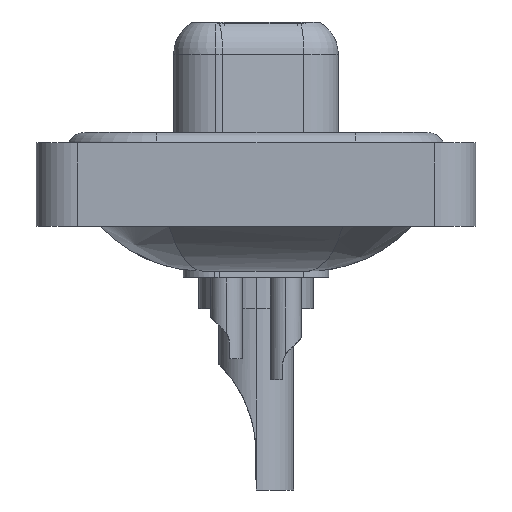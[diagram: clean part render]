
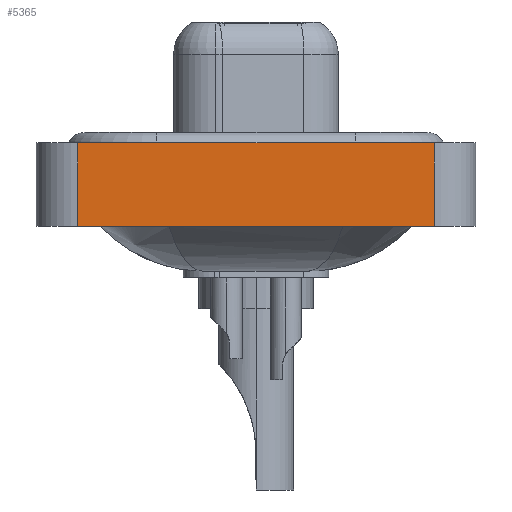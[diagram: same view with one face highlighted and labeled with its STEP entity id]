
A CAD part, left-side view. The second image highlights one B-rep face of the part: STEP entity #5365.
In plain terms, the highlighted planar face has unit normal (-1, 0, 0).
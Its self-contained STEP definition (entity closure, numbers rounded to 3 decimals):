
#484 = CARTESIAN_POINT ( 'NONE',  ( -7.3, 8.55, -3.6 ) ) ;
#1964 = FACE_OUTER_BOUND ( 'NONE', #3625, .T. ) ;
#2138 = CARTESIAN_POINT ( 'NONE',  ( -7.3, -8.55, -3.6 ) ) ;
#3139 = VERTEX_POINT ( 'NONE', #15616 ) ;
#3398 = DIRECTION ( 'NONE',  ( 0., -1., 0. ) ) ;
#3625 = EDGE_LOOP ( 'NONE', ( #3991, #10038, #8448, #9285 ) ) ;
#3991 = ORIENTED_EDGE ( 'NONE', *, *, #9379, .T. ) ;
#4056 = LINE ( 'NONE', #10982, #22271 ) ;
#4196 = DIRECTION ( 'NONE',  ( 0., 0., 1. ) ) ;
#4503 = EDGE_CURVE ( 'NONE', #19216, #7340, #17351, .T. ) ;
#5091 = CARTESIAN_POINT ( 'NONE',  ( -7.3, -8.55, -3.6 ) ) ;
#5365 = ADVANCED_FACE ( 'NONE', ( #1964 ), #8752, .T. ) ;
#5696 = DIRECTION ( 'NONE',  ( 0., 0., 1. ) ) ;
#6468 = EDGE_CURVE ( 'NONE', #18021, #3139, #4056, .T. ) ;
#7340 = VERTEX_POINT ( 'NONE', #2138 ) ;
#8126 = LINE ( 'NONE', #18149, #20937 ) ;
#8448 = ORIENTED_EDGE ( 'NONE', *, *, #15496, .F. ) ;
#8752 = PLANE ( 'NONE',  #21828 ) ;
#9285 = ORIENTED_EDGE ( 'NONE', *, *, #4503, .T. ) ;
#9379 = EDGE_CURVE ( 'NONE', #7340, #3139, #22049, .T. ) ;
#9742 = CARTESIAN_POINT ( 'NONE',  ( -7.3, 8.55, 0.4 ) ) ;
#10038 = ORIENTED_EDGE ( 'NONE', *, *, #6468, .F. ) ;
#10262 = DIRECTION ( 'NONE',  ( 0., 0., 1. ) ) ;
#10474 = CARTESIAN_POINT ( 'NONE',  ( -7.3, -8.55, -3.6 ) ) ;
#10982 = CARTESIAN_POINT ( 'NONE',  ( -7.3, -8.55, 0.4 ) ) ;
#14374 = VECTOR ( 'NONE', #3398, 1000. ) ;
#15045 = CARTESIAN_POINT ( 'NONE',  ( -7.3, -8.55, -3.6 ) ) ;
#15496 = EDGE_CURVE ( 'NONE', #19216, #18021, #8126, .T. ) ;
#15616 = CARTESIAN_POINT ( 'NONE',  ( -7.3, -8.55, 0.4 ) ) ;
#15694 = DIRECTION ( 'NONE',  ( -1., 0., 0. ) ) ;
#17351 = LINE ( 'NONE', #5091, #14374 ) ;
#17903 = DIRECTION ( 'NONE',  ( 0., -1., 0. ) ) ;
#18021 = VERTEX_POINT ( 'NONE', #9742 ) ;
#18149 = CARTESIAN_POINT ( 'NONE',  ( -7.3, 8.55, -3.6 ) ) ;
#18215 = VECTOR ( 'NONE', #10262, 1000. ) ;
#19216 = VERTEX_POINT ( 'NONE', #484 ) ;
#20937 = VECTOR ( 'NONE', #4196, 1000. ) ;
#21828 = AXIS2_PLACEMENT_3D ( 'NONE', #10474, #15694, #5696 ) ;
#22049 = LINE ( 'NONE', #15045, #18215 ) ;
#22271 = VECTOR ( 'NONE', #17903, 1000. ) ;
